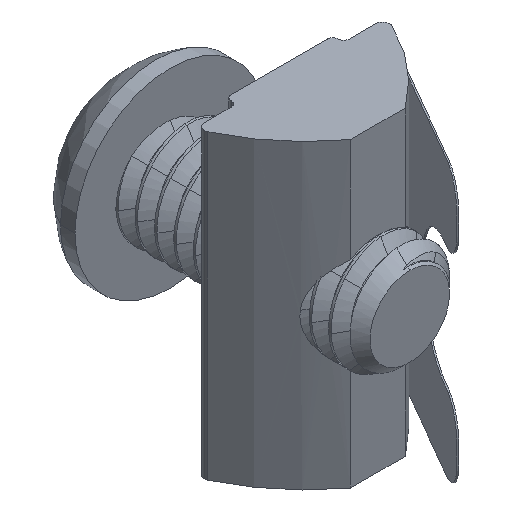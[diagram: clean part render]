
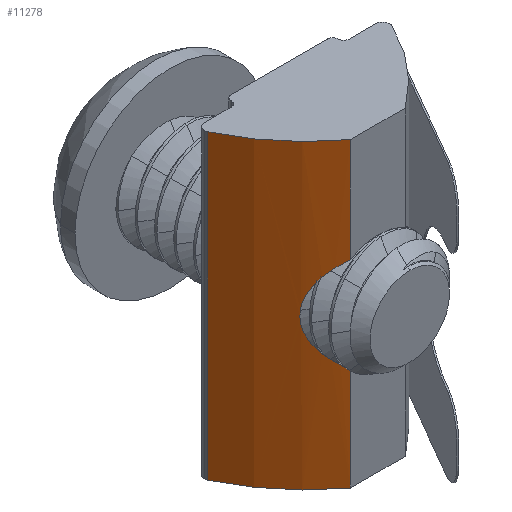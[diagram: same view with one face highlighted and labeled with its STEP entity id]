
A CAD part, isometric view. The second image highlights one B-rep face of the part: STEP entity #11278.
In plain terms, the highlighted cylindrical face has radius 15 mm (diameter 30 mm), a partial arc.
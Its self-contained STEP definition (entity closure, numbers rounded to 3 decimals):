
#11263=AXIS2_PLACEMENT_3D('Cylinder Axis2P3D',#11260,#11261,#11262) ;
#10478=CARTESIAN_POINT('Vertex',(-6.702,-9.452,11.)) ;
#10482=CARTESIAN_POINT('Control Point',(-6.702,-9.452,11.)) ;
#10483=CARTESIAN_POINT('Control Point',(-6.063,-10.799,11.)) ;
#10484=CARTESIAN_POINT('Control Point',(-5.258,-12.067,11.)) ;
#10485=CARTESIAN_POINT('Control Point',(-4.298,-13.228,11.)) ;
#10486=CARTESIAN_POINT('Control Point',(-3.203,-14.257,11.)) ;
#10487=CARTESIAN_POINT('Control Point',(-2.,-15.137,11.)) ;
#10488=CARTESIAN_POINT('Vertex',(-2.,-15.138,11.)) ;
#10727=CARTESIAN_POINT('Vertex',(-2.,-15.138,-3.428)) ;
#10732=CARTESIAN_POINT('Line Origine',(-2.,-15.138,-7.214)) ;
#10736=CARTESIAN_POINT('Vertex',(-2.,-15.138,-11.)) ;
#10937=CARTESIAN_POINT('Vertex',(-2.,-15.138,3.428)) ;
#10941=CARTESIAN_POINT('Control Point',(-2.,-15.138,3.428)) ;
#10942=CARTESIAN_POINT('Control Point',(-2.005,-15.134,3.425)) ;
#10943=CARTESIAN_POINT('Control Point',(-2.009,-15.131,3.423)) ;
#10944=CARTESIAN_POINT('Control Point',(-2.01,-15.13,3.422)) ;
#10945=CARTESIAN_POINT('Control Point',(-2.02,-15.123,3.416)) ;
#10946=CARTESIAN_POINT('Control Point',(-2.031,-15.115,3.41)) ;
#10947=CARTESIAN_POINT('Control Point',(-2.038,-15.11,3.406)) ;
#10948=CARTESIAN_POINT('Control Point',(-2.055,-15.097,3.395)) ;
#10949=CARTESIAN_POINT('Control Point',(-2.073,-15.084,3.384)) ;
#10950=CARTESIAN_POINT('Control Point',(-2.083,-15.076,3.378)) ;
#10951=CARTESIAN_POINT('Control Point',(-2.115,-15.053,3.359)) ;
#10952=CARTESIAN_POINT('Control Point',(-2.146,-15.029,3.339)) ;
#10953=CARTESIAN_POINT('Control Point',(-2.167,-15.014,3.325)) ;
#10954=CARTESIAN_POINT('Control Point',(-2.229,-14.967,3.284)) ;
#10955=CARTESIAN_POINT('Control Point',(-2.29,-14.92,3.242)) ;
#10956=CARTESIAN_POINT('Control Point',(-2.33,-14.889,3.213)) ;
#10957=CARTESIAN_POINT('Control Point',(-2.449,-14.797,3.125)) ;
#10958=CARTESIAN_POINT('Control Point',(-2.564,-14.705,3.032)) ;
#10959=CARTESIAN_POINT('Control Point',(-2.639,-14.644,2.967)) ;
#10960=CARTESIAN_POINT('Control Point',(-2.859,-14.462,2.764)) ;
#10961=CARTESIAN_POINT('Control Point',(-3.061,-14.287,2.538)) ;
#10962=CARTESIAN_POINT('Control Point',(-3.188,-14.174,2.378)) ;
#10963=CARTESIAN_POINT('Control Point',(-3.541,-13.849,1.864)) ;
#10964=CARTESIAN_POINT('Control Point',(-3.803,-13.589,1.259)) ;
#10965=CARTESIAN_POINT('Control Point',(-3.928,-13.458,0.813)) ;
#10966=CARTESIAN_POINT('Control Point',(-4.017,-13.366,0.034)) ;
#10967=CARTESIAN_POINT('Control Point',(-3.918,-13.468,-0.732)) ;
#10968=CARTESIAN_POINT('Control Point',(-3.851,-13.537,-1.022)) ;
#10969=CARTESIAN_POINT('Control Point',(-3.588,-13.804,-1.827)) ;
#10970=CARTESIAN_POINT('Control Point',(-3.15,-14.218,-2.495)) ;
#10971=CARTESIAN_POINT('Control Point',(-2.809,-14.517,-2.868)) ;
#10972=CARTESIAN_POINT('Control Point',(-2.424,-14.828,-3.181)) ;
#10973=CARTESIAN_POINT('Control Point',(-2.,-15.138,-3.428)) ;
#11034=CARTESIAN_POINT('Control Point',(-6.702,-9.452,-11.)) ;
#11035=CARTESIAN_POINT('Control Point',(-6.063,-10.799,-11.)) ;
#11036=CARTESIAN_POINT('Control Point',(-5.258,-12.067,-11.)) ;
#11037=CARTESIAN_POINT('Control Point',(-4.298,-13.228,-11.)) ;
#11038=CARTESIAN_POINT('Control Point',(-3.203,-14.257,-11.)) ;
#11039=CARTESIAN_POINT('Control Point',(-2.,-15.137,-11.)) ;
#11040=CARTESIAN_POINT('Vertex',(-6.702,-9.452,-11.)) ;
#11241=CARTESIAN_POINT('Line Origine',(-6.702,-9.452,-11.)) ;
#11260=CARTESIAN_POINT('Axis2P3D Location',(6.854,-3.029,-11.)) ;
#11265=CARTESIAN_POINT('Line Origine',(-2.,-15.138,-11.)) ;
#10733=DIRECTION('Vector Direction',(0.,0.,1.)) ;
#11242=DIRECTION('Vector Direction',(0.,0.,1.)) ;
#11261=DIRECTION('Axis2P3D Direction',(0.,0.,1.)) ;
#11262=DIRECTION('Axis2P3D XDirection',(-1.,0.,0.)) ;
#11266=DIRECTION('Vector Direction',(0.,0.,1.)) ;
#10734=VECTOR('Line Direction',#10733,1.) ;
#11243=VECTOR('Line Direction',#11242,1.) ;
#11267=VECTOR('Line Direction',#11266,1.) ;
#11271=ORIENTED_EDGE('',*,*,#10974,.F.) ;
#11272=ORIENTED_EDGE('',*,*,#11269,.T.) ;
#11273=ORIENTED_EDGE('',*,*,#10490,.F.) ;
#11274=ORIENTED_EDGE('',*,*,#11245,.F.) ;
#11275=ORIENTED_EDGE('',*,*,#11042,.T.) ;
#11276=ORIENTED_EDGE('',*,*,#10738,.T.) ;
#11278=ADVANCED_FACE('Cut-Extrude5',(#11277),#11264,.T.) ;
#10481=B_SPLINE_CURVE_WITH_KNOTS('',5,(#10482,#10483,#10484,#10485,#10486,#10487),.UNSPECIFIED.,.F.,.U.,(6,6),(0.,10.542),.UNSPECIFIED.) ;
#10940=B_SPLINE_CURVE_WITH_KNOTS('',5,(#10941,#10942,#10943,#10944,#10945,#10946,#10947,#10948,#10949,#10950,#10951,#10952,#10953,#10954,#10955,#10956,#10957,#10958,#10959,#10960,#10961,#10962,#10963,#10964,#10965,#10966,#10967,#10968,#10969,#10970,#10971,#10972,#10973),.UNSPECIFIED.,.F.,.U.,(6,3,3,3,3,3,3,3,3,3,6),(0.,0.032,0.101,0.203,0.411,0.823,1.646,3.291,6.608,8.748,12.852),.UNSPECIFIED.) ;
#11033=B_SPLINE_CURVE_WITH_KNOTS('',5,(#11034,#11035,#11036,#11037,#11038,#11039),.UNSPECIFIED.,.F.,.U.,(6,6),(0.,10.542),.UNSPECIFIED.) ;
#11264=CYLINDRICAL_SURFACE('generated cylinder',#11263,15.) ;
#10490=EDGE_CURVE('',#10479,#10489,#10481,.T.) ;
#10738=EDGE_CURVE('',#10737,#10728,#10735,.T.) ;
#10974=EDGE_CURVE('',#10938,#10728,#10940,.T.) ;
#11042=EDGE_CURVE('',#11041,#10737,#11033,.T.) ;
#11245=EDGE_CURVE('',#11041,#10479,#11244,.T.) ;
#11269=EDGE_CURVE('',#10938,#10489,#11268,.T.) ;
#11270=EDGE_LOOP('',(#11271,#11272,#11273,#11274,#11275,#11276)) ;
#11277=FACE_OUTER_BOUND('',#11270,.T.) ;
#10735=LINE('Line',#10732,#10734) ;
#11244=LINE('Line',#11241,#11243) ;
#11268=LINE('Line',#11265,#11267) ;
#10479=VERTEX_POINT('',#10478) ;
#10489=VERTEX_POINT('',#10488) ;
#10728=VERTEX_POINT('',#10727) ;
#10737=VERTEX_POINT('',#10736) ;
#10938=VERTEX_POINT('',#10937) ;
#11041=VERTEX_POINT('',#11040) ;
